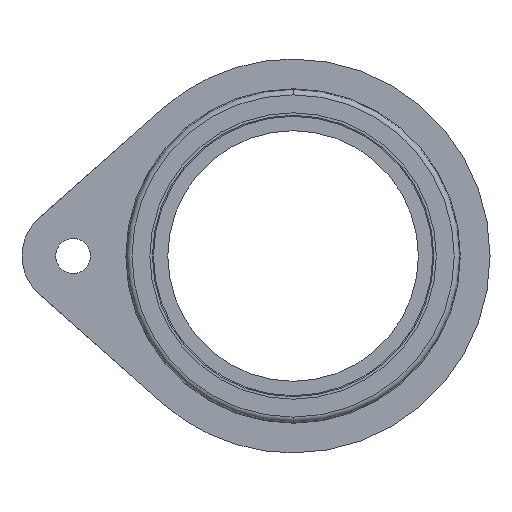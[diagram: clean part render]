
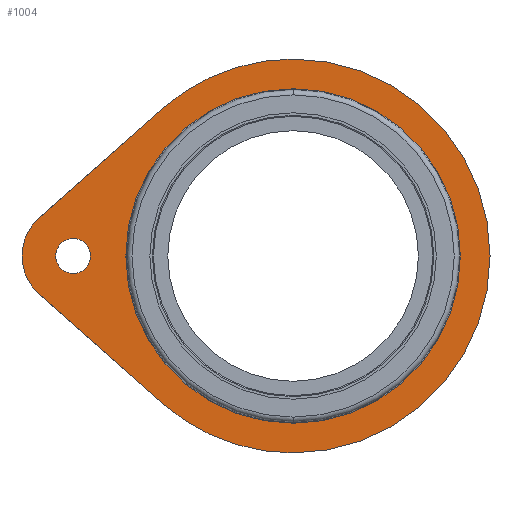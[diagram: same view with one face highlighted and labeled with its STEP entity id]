
A CAD part, left-side view. The second image highlights one B-rep face of the part: STEP entity #1004.
In plain terms, the highlighted planar face has unit normal (-1, 0, 0).
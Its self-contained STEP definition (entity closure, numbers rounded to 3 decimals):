
#3 = EDGE_LOOP ( 'NONE', ( #116, #423 ) ) ;
#11 = VERTEX_POINT ( 'NONE', #988 ) ;
#14 = DIRECTION ( 'NONE',  ( 1., 0., 0. ) ) ;
#67 = VERTEX_POINT ( 'NONE', #777 ) ;
#76 = DIRECTION ( 'NONE',  ( 0., 0., -1. ) ) ;
#91 = VECTOR ( 'NONE', #455, 1000. ) ;
#93 = AXIS2_PLACEMENT_3D ( 'NONE', #100, #224, #331 ) ;
#100 = CARTESIAN_POINT ( 'NONE',  ( -8., 0., 0. ) ) ;
#102 = CARTESIAN_POINT ( 'NONE',  ( -8., 0., 32.7 ) ) ;
#116 = ORIENTED_EDGE ( 'NONE', *, *, #774, .T. ) ;
#124 = FACE_BOUND ( 'NONE', #922, .T. ) ;
#126 = AXIS2_PLACEMENT_3D ( 'NONE', #1123, #1047, #1248 ) ;
#131 = FACE_OUTER_BOUND ( 'NONE', #1074, .T. ) ;
#147 = AXIS2_PLACEMENT_3D ( 'NONE', #1215, #512, #425 ) ;
#169 = CARTESIAN_POINT ( 'NONE',  ( -8., 43., 0. ) ) ;
#179 = ORIENTED_EDGE ( 'NONE', *, *, #981, .F. ) ;
#186 = CARTESIAN_POINT ( 'NONE',  ( -8., 49.628, 7.488 ) ) ;
#192 = CIRCLE ( 'NONE', #251, 32.7 ) ;
#203 = DIRECTION ( 'NONE',  ( 0., 0., -1. ) ) ;
#224 = DIRECTION ( 'NONE',  ( 1., 0., 0. ) ) ;
#251 = AXIS2_PLACEMENT_3D ( 'NONE', #413, #14, #203 ) ;
#260 = LINE ( 'NONE', #642, #91 ) ;
#323 = CARTESIAN_POINT ( 'NONE',  ( -8., 43., 0. ) ) ;
#331 = DIRECTION ( 'NONE',  ( 0., 0., -1. ) ) ;
#341 = VERTEX_POINT ( 'NONE', #1036 ) ;
#351 = VERTEX_POINT ( 'NONE', #527 ) ;
#382 = AXIS2_PLACEMENT_3D ( 'NONE', #1276, #758, #1170 ) ;
#397 = ORIENTED_EDGE ( 'NONE', *, *, #532, .F. ) ;
#404 = PLANE ( 'NONE',  #1142 ) ;
#407 = CARTESIAN_POINT ( 'NONE',  ( -8., 0., 0. ) ) ;
#413 = CARTESIAN_POINT ( 'NONE',  ( -8., 0., 0. ) ) ;
#415 = EDGE_CURVE ( 'NONE', #473, #351, #936, .T. ) ;
#423 = ORIENTED_EDGE ( 'NONE', *, *, #1076, .T. ) ;
#425 = DIRECTION ( 'NONE',  ( 0., 0., -1. ) ) ;
#432 = CARTESIAN_POINT ( 'NONE',  ( -8., 0., 0. ) ) ;
#446 = ORIENTED_EDGE ( 'NONE', *, *, #723, .F. ) ;
#455 = DIRECTION ( 'NONE',  ( 0., 0.749, 0.663 ) ) ;
#457 = VERTEX_POINT ( 'NONE', #978 ) ;
#459 = ORIENTED_EDGE ( 'NONE', *, *, #674, .F. ) ;
#473 = VERTEX_POINT ( 'NONE', #102 ) ;
#479 = ORIENTED_EDGE ( 'NONE', *, *, #594, .T. ) ;
#503 = AXIS2_PLACEMENT_3D ( 'NONE', #323, #716, #1146 ) ;
#504 = CIRCLE ( 'NONE', #93, 38.5 ) ;
#512 = DIRECTION ( 'NONE',  ( 1., 0., 0. ) ) ;
#515 = CARTESIAN_POINT ( 'NONE',  ( -8., 0., -38.5 ) ) ;
#519 = CIRCLE ( 'NONE', #126, 3.4 ) ;
#522 = CARTESIAN_POINT ( 'NONE',  ( -8., 25.517, 28.829 ) ) ;
#527 = CARTESIAN_POINT ( 'NONE',  ( -8., 0., -32.7 ) ) ;
#532 = EDGE_CURVE ( 'NONE', #1114, #457, #1090, .T. ) ;
#567 = DIRECTION ( 'NONE',  ( 1., 0., 0. ) ) ;
#568 = ORIENTED_EDGE ( 'NONE', *, *, #577, .F. ) ;
#577 = EDGE_CURVE ( 'NONE', #457, #67, #647, .T. ) ;
#594 = EDGE_CURVE ( 'NONE', #351, #473, #192, .T. ) ;
#614 = DIRECTION ( 'NONE',  ( 0., 0., -1. ) ) ;
#622 = FACE_BOUND ( 'NONE', #3, .T. ) ;
#640 = EDGE_CURVE ( 'NONE', #67, #665, #1016, .T. ) ;
#642 = CARTESIAN_POINT ( 'NONE',  ( -8., 49.628, -7.488 ) ) ;
#647 = CIRCLE ( 'NONE', #147, 38.5 ) ;
#665 = VERTEX_POINT ( 'NONE', #515 ) ;
#670 = CIRCLE ( 'NONE', #1168, 3.4 ) ;
#674 = EDGE_CURVE ( 'NONE', #750, #1114, #689, .T. ) ;
#689 = CIRCLE ( 'NONE', #503, 10. ) ;
#716 = DIRECTION ( 'NONE',  ( 1., 0., 0. ) ) ;
#723 = EDGE_CURVE ( 'NONE', #341, #750, #260, .T. ) ;
#750 = VERTEX_POINT ( 'NONE', #944 ) ;
#758 = DIRECTION ( 'NONE',  ( 1., 0., 0. ) ) ;
#774 = EDGE_CURVE ( 'NONE', #11, #969, #519, .T. ) ;
#777 = CARTESIAN_POINT ( 'NONE',  ( -8., 0., 38.5 ) ) ;
#789 = DIRECTION ( 'NONE',  ( 0., -0.749, 0.663 ) ) ;
#802 = DIRECTION ( 'NONE',  ( 1., 0., 0. ) ) ;
#922 = EDGE_LOOP ( 'NONE', ( #479, #961 ) ) ;
#927 = ORIENTED_EDGE ( 'NONE', *, *, #640, .F. ) ;
#936 = CIRCLE ( 'NONE', #382, 32.7 ) ;
#944 = CARTESIAN_POINT ( 'NONE',  ( -8., 49.628, -7.488 ) ) ;
#961 = ORIENTED_EDGE ( 'NONE', *, *, #415, .T. ) ;
#969 = VERTEX_POINT ( 'NONE', #1119 ) ;
#976 = VECTOR ( 'NONE', #789, 1000. ) ;
#978 = CARTESIAN_POINT ( 'NONE',  ( -8., 25.517, 28.829 ) ) ;
#981 = EDGE_CURVE ( 'NONE', #665, #341, #504, .T. ) ;
#988 = CARTESIAN_POINT ( 'NONE',  ( -8., 43., -3.4 ) ) ;
#1004 = ADVANCED_FACE ( 'NONE', ( #124, #622, #131 ), #404, .F. ) ;
#1016 = CIRCLE ( 'NONE', #1188, 38.5 ) ;
#1036 = CARTESIAN_POINT ( 'NONE',  ( -8., 25.517, -28.829 ) ) ;
#1047 = DIRECTION ( 'NONE',  ( 1., 0., 0. ) ) ;
#1074 = EDGE_LOOP ( 'NONE', ( #568, #397, #459, #446, #179, #927 ) ) ;
#1076 = EDGE_CURVE ( 'NONE', #969, #11, #670, .T. ) ;
#1090 = LINE ( 'NONE', #522, #976 ) ;
#1114 = VERTEX_POINT ( 'NONE', #186 ) ;
#1119 = CARTESIAN_POINT ( 'NONE',  ( -8., 43., 3.4 ) ) ;
#1123 = CARTESIAN_POINT ( 'NONE',  ( -8., 43., 0. ) ) ;
#1142 = AXIS2_PLACEMENT_3D ( 'NONE', #432, #1223, #1187 ) ;
#1146 = DIRECTION ( 'NONE',  ( 0., 0., -1. ) ) ;
#1168 = AXIS2_PLACEMENT_3D ( 'NONE', #169, #567, #76 ) ;
#1170 = DIRECTION ( 'NONE',  ( 0., 0., -1. ) ) ;
#1187 = DIRECTION ( 'NONE',  ( 0., 0., -1. ) ) ;
#1188 = AXIS2_PLACEMENT_3D ( 'NONE', #407, #802, #614 ) ;
#1215 = CARTESIAN_POINT ( 'NONE',  ( -8., 0., 0. ) ) ;
#1223 = DIRECTION ( 'NONE',  ( 1., 0., 0. ) ) ;
#1248 = DIRECTION ( 'NONE',  ( 0., 0., -1. ) ) ;
#1276 = CARTESIAN_POINT ( 'NONE',  ( -8., 0., 0. ) ) ;
